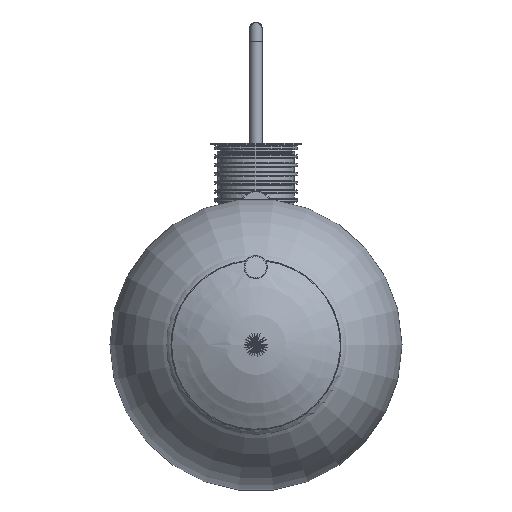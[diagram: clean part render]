
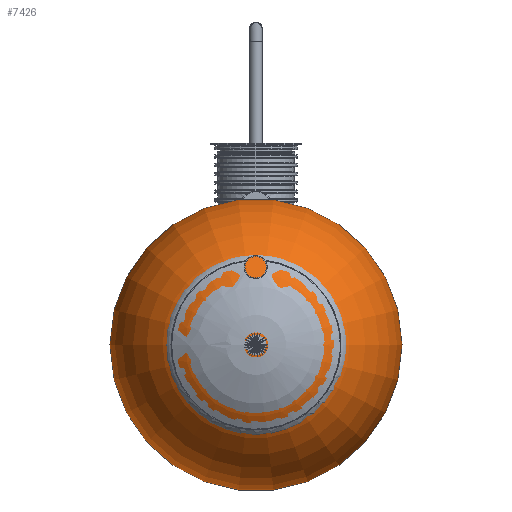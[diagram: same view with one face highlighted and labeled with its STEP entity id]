
A CAD part, left-side view. The second image highlights one B-rep face of the part: STEP entity #7426.
In plain terms, the highlighted toroidal (fillet/blend) face has major radius 2.49 mm and minor radius 1280 mm.
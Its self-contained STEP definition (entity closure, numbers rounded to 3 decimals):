
#1203=VERTEX_LOOP('',#4696);
#1205=CIRCLE('',#8181,736.783);
#1676=ORIENTED_EDGE('',*,*,#3688,.F.);
#1677=ORIENTED_EDGE('',*,*,#3689,.T.);
#3688=EDGE_CURVE('',#4694,#4695,#5452,.T.);
#3689=EDGE_CURVE('',#4694,#4695,#1205,.T.);
#4694=VERTEX_POINT('',#11524);
#4695=VERTEX_POINT('',#11525);
#4696=VERTEX_POINT('',#11527);
#5452=B_SPLINE_CURVE_WITH_KNOTS('',3,(#11480,#11481,#11482,#11483,#11484,
#11485,#11486,#11487,#11488,#11489,#11490,#11491,#11492,#11493,#11494,#11495,
#11496,#11497,#11498,#11499,#11500,#11501,#11502,#11503,#11504,#11505,#11506,
#11507,#11508,#11509,#11510,#11511,#11512,#11513,#11514,#11515,#11516,#11517,
#11518,#11519,#11520,#11521,#11522,#11523),.UNSPECIFIED.,.F.,.F.,(4,1,1,
1,1,1,1,1,1,1,1,1,1,1,1,1,1,1,1,1,1,1,1,1,1,1,1,1,1,1,1,1,1,1,1,1,1,1,1,
1,1,4),(0.,0.015,0.029,0.044,
0.058,0.073,0.087,0.094,
0.102,0.116,0.131,0.138,
0.145,0.16,0.174,0.181,0.189,
0.203,0.21,0.218,0.232,
0.239,0.247,0.254,0.261,
0.268,0.276,0.29,0.297,
0.305,0.319,0.326,0.334,
0.341,0.348,0.363,0.377,
0.406,0.421,0.435,0.45,
0.464),.UNSPECIFIED.);
#5714=EDGE_LOOP('',(#1676,#1677));
#6568=FACE_BOUND('',#5714,.T.);
#6569=FACE_BOUND('',#1203,.T.);
#7424=DEGENERATE_TOROIDAL_SURFACE('',#8180,2.49,1280.,.T.);
#7426=ADVANCED_FACE('',(#6568,#6569),#7424,.F.);
#8180=AXIS2_PLACEMENT_3D('',#11479,#9195,#9196);
#8181=AXIS2_PLACEMENT_3D('',#11526,#9197,#9198);
#9195=DIRECTION('',(0.,0.,-1.));
#9196=DIRECTION('',(-1.,0.,0.));
#9197=DIRECTION('',(0.,0.,-1.));
#9198=DIRECTION('',(-1.,0.,0.));
#11479=CARTESIAN_POINT('',(2.497,0.,-997.188));
#11480=CARTESIAN_POINT('',(85.35,732.109,51.246));
#11481=CARTESIAN_POINT('',(87.597,728.429,53.63));
#11482=CARTESIAN_POINT('',(91.528,720.926,58.473));
#11483=CARTESIAN_POINT('',(95.886,709.27,65.939));
#11484=CARTESIAN_POINT('',(98.765,697.243,73.585));
#11485=CARTESIAN_POINT('',(100.145,684.779,81.447));
#11486=CARTESIAN_POINT('',(99.966,672.418,89.183));
#11487=CARTESIAN_POINT('',(98.552,662.167,95.55));
#11488=CARTESIAN_POINT('',(96.629,653.994,100.598));
#11489=CARTESIAN_POINT('',(94.165,645.877,105.592));
#11490=CARTESIAN_POINT('',(90.154,636.112,111.567));
#11491=CARTESIAN_POINT('',(84.867,626.797,117.228));
#11492=CARTESIAN_POINT('',(79.831,619.653,121.548));
#11493=CARTESIAN_POINT('',(74.202,612.701,125.738));
#11494=CARTESIAN_POINT('',(66.302,604.733,130.517));
#11495=CARTESIAN_POINT('',(57.212,597.748,134.681));
#11496=CARTESIAN_POINT('',(49.151,592.817,137.609));
#11497=CARTESIAN_POINT('',(40.799,588.49,140.17));
#11498=CARTESIAN_POINT('',(31.965,585.033,142.207));
#11499=CARTESIAN_POINT('',(22.613,582.498,143.691));
#11500=CARTESIAN_POINT('',(12.957,580.631,144.778));
#11501=CARTESIAN_POINT('',(3.279,579.847,145.221));
#11502=CARTESIAN_POINT('',(-6.49,580.119,145.039));
#11503=CARTESIAN_POINT('',(-13.873,580.875,144.574));
#11504=CARTESIAN_POINT('',(-21.057,582.152,143.801));
#11505=CARTESIAN_POINT('',(-28.076,583.932,142.73));
#11506=CARTESIAN_POINT('',(-34.924,586.203,141.365));
#11507=CARTESIAN_POINT('',(-43.84,589.898,139.146));
#11508=CARTESIAN_POINT('',(-52.069,594.406,136.439));
#11509=CARTESIAN_POINT('',(-59.696,599.672,133.272));
#11510=CARTESIAN_POINT('',(-66.929,605.451,129.79));
#11511=CARTESIAN_POINT('',(-73.339,611.767,125.975));
#11512=CARTESIAN_POINT('',(-79.006,618.577,121.846));
#11513=CARTESIAN_POINT('',(-82.898,623.942,118.586));
#11514=CARTESIAN_POINT('',(-86.392,629.497,115.201));
#11515=CARTESIAN_POINT('',(-90.491,637.066,110.576));
#11516=CARTESIAN_POINT('',(-94.63,646.84,104.578));
#11517=CARTESIAN_POINT('',(-99.204,663.2,94.474));
#11518=CARTESIAN_POINT('',(-100.602,679.667,84.204));
#11519=CARTESIAN_POINT('',(-98.923,696.321,73.709));
#11520=CARTESIAN_POINT('',(-96.144,708.415,66.035));
#11521=CARTESIAN_POINT('',(-91.87,720.165,58.53));
#11522=CARTESIAN_POINT('',(-87.953,727.78,53.633));
#11523=CARTESIAN_POINT('',(-85.73,731.481,51.246));
#11524=CARTESIAN_POINT('',(85.35,732.109,51.246));
#11525=CARTESIAN_POINT('',(-85.73,731.481,51.246));
#11526=CARTESIAN_POINT('',(2.497,0.,51.246));
#11527=CARTESIAN_POINT('',(2.497,0.,282.809));
